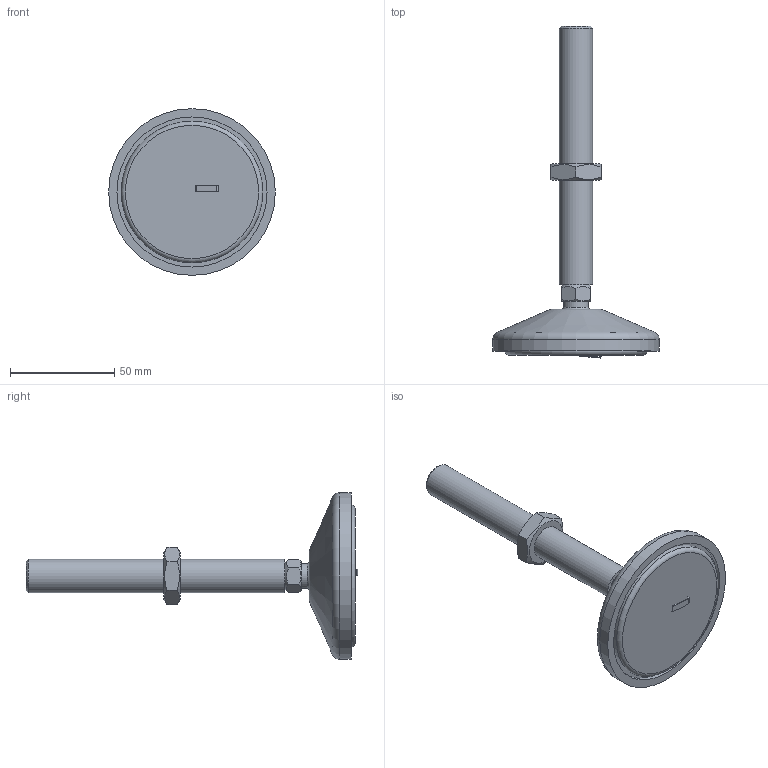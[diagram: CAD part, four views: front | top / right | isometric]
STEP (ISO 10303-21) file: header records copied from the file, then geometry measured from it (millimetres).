
FILE_DESCRIPTION(/* description */ ('KriTec Stellfuss Zn 80 M16x125 elektrisch leitend, inkl. Gummieinsatz'),/* implementation_level */ '2;1');
FILE_NAME(/* name */ '22880_KriTec_Stellfuss_Zn_80_M16x125_elektrisch_leitend_inkl_Gummieinsatz.stp',/* time_stamp */ '2019-08-27T10:51:06+02:00',/* author */ ('jendrek'),/* organization */ (''),/* preprocessor_version */ 'ST-DEVELOPER v17',/* originating_system */ 'Autodesk Inventor 2018',/* authorisation */ '');
FILE_SCHEMA (('AUTOMOTIVE_DESIGN { 1 0 10303 214 3 1 1 }'));
Length unit declared in the file: millimetre
Products named in the file (7): 22880; 10307; 10319; 10319_KriTec_Gewindestange Stellfuß PA-60 M16x125; ISO 4035 - M16 -; 22627; 22750_KriTec_elektrischer_Leitkontakt
Assembly tree (6 placements, depth 3):
  22880
    10307
    10319
      10319_KriTec_Gewindestange Stellfuß PA-60 M16x125
      ISO 4035 - M16 -
    22627
    22750_KriTec_elektrischer_Leitkontakt
Bounding box: 80 x 159.33 x 80 mm (x, y, z)
Volume: 114223.4 mm3; surface area: 31326.3 mm2
Topology: 5 solids, 5 shells, 71 faces, 166 edges, 114 vertices
Faces by surface type: plane 40, cone 16, cylinder 9, torus 4, sphere 2
Full cylindrical faces by diameter (mm): 12 x1, 13.835 x1, 15 x3, 16 x1, 68 x1, 72 x1, 80 x1
Entity records: 2337 total; most frequent: CARTESIAN_POINT 434, DIRECTION 369, ORIENTED_EDGE 326, EDGE_CURVE 163, AXIS2_PLACEMENT_3D 157, VERTEX_POINT 114, EDGE_LOOP 85, CIRCLE 72
